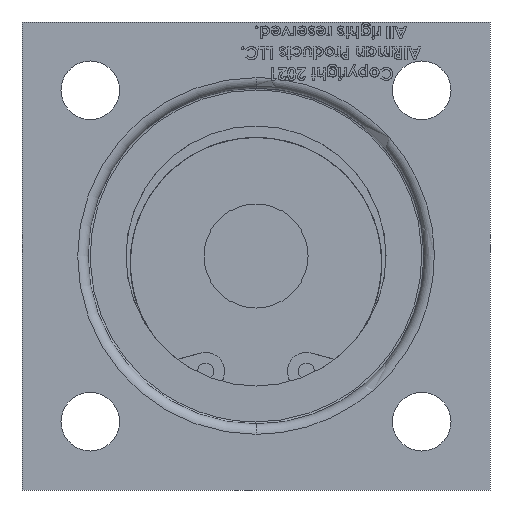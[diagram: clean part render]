
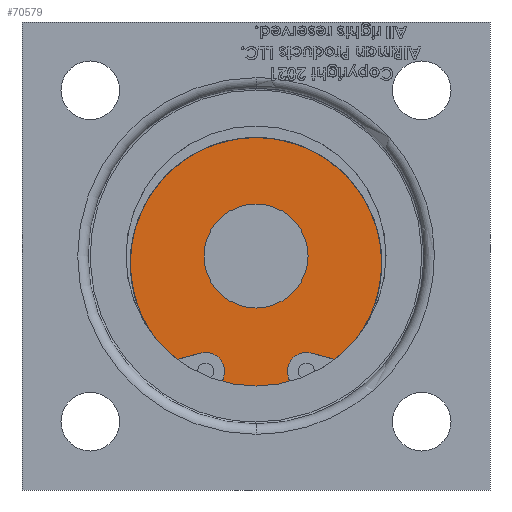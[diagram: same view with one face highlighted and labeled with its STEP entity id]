
A CAD part, front view. The second image highlights one B-rep face of the part: STEP entity #70579.
In plain terms, the highlighted planar face has unit normal (0, -1, 0).
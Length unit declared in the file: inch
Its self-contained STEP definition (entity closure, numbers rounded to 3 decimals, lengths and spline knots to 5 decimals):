
#180 = CARTESIAN_POINT ( 'NONE',  ( 0.38478, 0.1645, -0.49847 ) ) ;
#2778 = CARTESIAN_POINT ( 'NONE',  ( 0., 0.1645, 0. ) ) ;
#3113 = DIRECTION ( 'NONE',  ( 0., 0., -1. ) ) ;
#3293 = VERTEX_POINT ( 'NONE', #22333 ) ;
#4438 = ORIENTED_EDGE ( 'NONE', *, *, #43254, .F. ) ;
#5628 = AXIS2_PLACEMENT_3D ( 'NONE', #11159, #57470, #70676 ) ;
#5723 = DIRECTION ( 'NONE',  ( 0., 0., -1. ) ) ;
#6280 = CIRCLE ( 'NONE', #52477, 0.25 ) ;
#7237 = ORIENTED_EDGE ( 'NONE', *, *, #29915, .T. ) ;
#8352 = VERTEX_POINT ( 'NONE', #11986 ) ;
#8406 = VERTEX_POINT ( 'NONE', #180 ) ;
#8672 = EDGE_CURVE ( 'NONE', #84872, #32425, #54087, .T. ) ;
#8758 = DIRECTION ( 'NONE',  ( -0.966, 0., 0.259 ) ) ;
#8826 = CARTESIAN_POINT ( 'NONE',  ( 0., 0.1645, -0.03484 ) ) ;
#9840 = DIRECTION ( 'NONE',  ( 0., 0., -1. ) ) ;
#10201 = AXIS2_PLACEMENT_3D ( 'NONE', #8826, #28780, #22673 ) ;
#11159 = CARTESIAN_POINT ( 'NONE',  ( -0.6121, 0.1645, -0.67241 ) ) ;
#11188 = CIRCLE ( 'NONE', #71859, 0.01 ) ;
#11301 = CIRCLE ( 'NONE', #22467, 0.01 ) ;
#11986 = CARTESIAN_POINT ( 'NONE',  ( -0.39125, 0.1645, -0.4961 ) ) ;
#12283 = CARTESIAN_POINT ( 'NONE',  ( -0.38478, 0.1645, -0.48847 ) ) ;
#13400 = DIRECTION ( 'NONE',  ( 0., 0., -1. ) ) ;
#13582 = ORIENTED_EDGE ( 'NONE', *, *, #25671, .F. ) ;
#14690 = CARTESIAN_POINT ( 'NONE',  ( 0., 0.1645, 0.25 ) ) ;
#14770 = AXIS2_PLACEMENT_3D ( 'NONE', #53043, #66311, #13400 ) ;
#15481 = DIRECTION ( 'NONE',  ( 0., 1., 0. ) ) ;
#17088 = EDGE_CURVE ( 'NONE', #50420, #57765, #37653, .T. ) ;
#18782 = CARTESIAN_POINT ( 'NONE',  ( 0.38478, 0.1645, -0.48847 ) ) ;
#18902 = VECTOR ( 'NONE', #38593, 39.37008 ) ;
#19479 = CARTESIAN_POINT ( 'NONE',  ( -0.15458, 0.1645, -0.57691 ) ) ;
#19698 = CIRCLE ( 'NONE', #40473, 0.01 ) ;
#20441 = CARTESIAN_POINT ( 'NONE',  ( -0.16335, 0.1645, -0.60962 ) ) ;
#20515 = ORIENTED_EDGE ( 'NONE', *, *, #83168, .F. ) ;
#22003 = DIRECTION ( 'NONE',  ( 0., 1., 0. ) ) ;
#22333 = CARTESIAN_POINT ( 'NONE',  ( 0., 0.1645, -0.665 ) ) ;
#22427 = CARTESIAN_POINT ( 'NONE',  ( -0.38219, 0.1645, -0.49813 ) ) ;
#22467 = AXIS2_PLACEMENT_3D ( 'NONE', #18782, #71348, #58994 ) ;
#22673 = DIRECTION ( 'NONE',  ( 0., 0., -1. ) ) ;
#22694 = AXIS2_PLACEMENT_3D ( 'NONE', #75226, #43221, #63657 ) ;
#22779 = DIRECTION ( 'NONE',  ( 0.259, 0., -0.966 ) ) ;
#23468 = EDGE_CURVE ( 'NONE', #8352, #46056, #70297, .T. ) ;
#24076 = AXIS2_PLACEMENT_3D ( 'NONE', #62001, #15481, #3113 ) ;
#24219 = CARTESIAN_POINT ( 'NONE',  ( 0.17211, 0.1645, -0.64234 ) ) ;
#25623 = CARTESIAN_POINT ( 'NONE',  ( 0., 0.1645, 0. ) ) ;
#25671 = EDGE_CURVE ( 'NONE', #64769, #38988, #45509, .T. ) ;
#25929 = CIRCLE ( 'NONE', #14770, 0.665 ) ;
#26045 = EDGE_CURVE ( 'NONE', #8406, #84872, #11301, .T. ) ;
#26424 = CARTESIAN_POINT ( 'NONE',  ( 0.26481, 0.1645, -0.46668 ) ) ;
#28029 = ORIENTED_EDGE ( 'NONE', *, *, #82264, .T. ) ;
#28780 = DIRECTION ( 'NONE',  ( 0., 1., 0. ) ) ;
#29234 = CARTESIAN_POINT ( 'NONE',  ( 0., 0.1645, 0. ) ) ;
#29915 = EDGE_CURVE ( 'NONE', #40990, #59275, #6280, .T. ) ;
#30597 = CARTESIAN_POINT ( 'NONE',  ( 0.38478, 0.1645, -0.48847 ) ) ;
#31175 = VECTOR ( 'NONE', #79394, 39.37008 ) ;
#31999 = DIRECTION ( 'NONE',  ( 0., 1., 0. ) ) ;
#32321 = EDGE_LOOP ( 'NONE', ( #34311, #34272, #32865, #64343, #40065, #77592, #20515, #4438, #13582, #74892, #76676, #64137, #32933 ) ) ;
#32425 = VERTEX_POINT ( 'NONE', #26424 ) ;
#32865 = ORIENTED_EDGE ( 'NONE', *, *, #17088, .F. ) ;
#32933 = ORIENTED_EDGE ( 'NONE', *, *, #85216, .F. ) ;
#33816 = FACE_OUTER_BOUND ( 'NONE', #32321, .T. ) ;
#33918 = VERTEX_POINT ( 'NONE', #84302 ) ;
#34224 = CARTESIAN_POINT ( 'NONE',  ( 0.39125, 0.1645, -0.4961 ) ) ;
#34272 = ORIENTED_EDGE ( 'NONE', *, *, #34881, .F. ) ;
#34311 = ORIENTED_EDGE ( 'NONE', *, *, #23468, .F. ) ;
#34737 = CARTESIAN_POINT ( 'NONE',  ( 0.15458, 0.1645, -0.57691 ) ) ;
#34881 = EDGE_CURVE ( 'NONE', #57765, #8352, #19698, .T. ) ;
#36608 = CIRCLE ( 'NONE', #52851, 0.665 ) ;
#37249 = DIRECTION ( 'NONE',  ( 0., 0., -1. ) ) ;
#37653 = CIRCLE ( 'NONE', #22694, 0.01 ) ;
#38031 = DIRECTION ( 'NONE',  ( 0., 0., -1. ) ) ;
#38593 = DIRECTION ( 'NONE',  ( -0.966, 0., -0.259 ) ) ;
#38662 = AXIS2_PLACEMENT_3D ( 'NONE', #29234, #22003, #9840 ) ;
#38988 = VERTEX_POINT ( 'NONE', #24219 ) ;
#40065 = ORIENTED_EDGE ( 'NONE', *, *, #78404, .T. ) ;
#40473 = AXIS2_PLACEMENT_3D ( 'NONE', #12283, #31999, #58607 ) ;
#40990 = VERTEX_POINT ( 'NONE', #57717 ) ;
#42611 = CARTESIAN_POINT ( 'NONE',  ( -0.38478, 0.1645, -0.49847 ) ) ;
#43221 = DIRECTION ( 'NONE',  ( 0., 1., 0. ) ) ;
#43254 = EDGE_CURVE ( 'NONE', #38988, #3293, #36608, .T. ) ;
#45198 = FACE_BOUND ( 'NONE', #70502, .T. ) ;
#45509 = LINE ( 'NONE', #75936, #83677 ) ;
#46056 = VERTEX_POINT ( 'NONE', #34224 ) ;
#46501 = EDGE_CURVE ( 'NONE', #64769, #32425, #55896, .T. ) ;
#48981 = DIRECTION ( 'NONE',  ( 0., 1., 0. ) ) ;
#49643 = DIRECTION ( 'NONE',  ( 0., 1., 0. ) ) ;
#50420 = VERTEX_POINT ( 'NONE', #22427 ) ;
#50790 = LINE ( 'NONE', #20441, #31175 ) ;
#50793 = PLANE ( 'NONE',  #5628 ) ;
#52329 = CARTESIAN_POINT ( 'NONE',  ( 0.38219, 0.1645, -0.49813 ) ) ;
#52461 = DIRECTION ( 'NONE',  ( 0., 1., 0. ) ) ;
#52477 = AXIS2_PLACEMENT_3D ( 'NONE', #2778, #48981, #81281 ) ;
#52851 = AXIS2_PLACEMENT_3D ( 'NONE', #25623, #52461, #5723 ) ;
#53043 = CARTESIAN_POINT ( 'NONE',  ( 0., 0.1645, 0. ) ) ;
#54087 = LINE ( 'NONE', #54422, #67474 ) ;
#54422 = CARTESIAN_POINT ( 'NONE',  ( 0.3235, 0.1645, -0.48241 ) ) ;
#55896 = CIRCLE ( 'NONE', #57448, 0.09 ) ;
#56791 = CARTESIAN_POINT ( 'NONE',  ( 0.24151, 0.1645, -0.55361 ) ) ;
#57448 = AXIS2_PLACEMENT_3D ( 'NONE', #56791, #83306, #38031 ) ;
#57470 = DIRECTION ( 'NONE',  ( 0., -1., 0. ) ) ;
#57717 = CARTESIAN_POINT ( 'NONE',  ( 0., 0.1645, -0.25 ) ) ;
#57765 = VERTEX_POINT ( 'NONE', #42611 ) ;
#58607 = DIRECTION ( 'NONE',  ( 0., 0., -1. ) ) ;
#58994 = DIRECTION ( 'NONE',  ( 0., 0., -1. ) ) ;
#59275 = VERTEX_POINT ( 'NONE', #14690 ) ;
#62001 = CARTESIAN_POINT ( 'NONE',  ( -0.24151, 0.1645, -0.55361 ) ) ;
#62096 = CIRCLE ( 'NONE', #38662, 0.25 ) ;
#63657 = DIRECTION ( 'NONE',  ( 0., 0., -1. ) ) ;
#64137 = ORIENTED_EDGE ( 'NONE', *, *, #26045, .F. ) ;
#64343 = ORIENTED_EDGE ( 'NONE', *, *, #80344, .F. ) ;
#64769 = VERTEX_POINT ( 'NONE', #34737 ) ;
#66311 = DIRECTION ( 'NONE',  ( 0., 1., 0. ) ) ;
#67474 = VECTOR ( 'NONE', #8758, 39.37008 ) ;
#69380 = VERTEX_POINT ( 'NONE', #74811 ) ;
#70297 = CIRCLE ( 'NONE', #10201, 0.60484 ) ;
#70502 = EDGE_LOOP ( 'NONE', ( #7237, #28029 ) ) ;
#70579 = ADVANCED_FACE ( 'NONE', ( #45198, #33816 ), #50793, .T. ) ;
#70590 = CARTESIAN_POINT ( 'NONE',  ( -0.3235, 0.1645, -0.48241 ) ) ;
#70676 = DIRECTION ( 'NONE',  ( 1., 0., 0. ) ) ;
#71348 = DIRECTION ( 'NONE',  ( 0., 1., 0. ) ) ;
#71615 = LINE ( 'NONE', #70590, #18902 ) ;
#71859 = AXIS2_PLACEMENT_3D ( 'NONE', #30597, #49643, #37249 ) ;
#73185 = VERTEX_POINT ( 'NONE', #19479 ) ;
#74811 = CARTESIAN_POINT ( 'NONE',  ( -0.17211, 0.1645, -0.64234 ) ) ;
#74892 = ORIENTED_EDGE ( 'NONE', *, *, #46501, .T. ) ;
#75226 = CARTESIAN_POINT ( 'NONE',  ( -0.38478, 0.1645, -0.48847 ) ) ;
#75936 = CARTESIAN_POINT ( 'NONE',  ( 0.16335, 0.1645, -0.60962 ) ) ;
#76676 = ORIENTED_EDGE ( 'NONE', *, *, #8672, .F. ) ;
#77592 = ORIENTED_EDGE ( 'NONE', *, *, #82637, .F. ) ;
#78404 = EDGE_CURVE ( 'NONE', #33918, #73185, #83138, .T. ) ;
#79394 = DIRECTION ( 'NONE',  ( 0.259, 0., 0.966 ) ) ;
#80344 = EDGE_CURVE ( 'NONE', #33918, #50420, #71615, .T. ) ;
#81281 = DIRECTION ( 'NONE',  ( 0., 0., -1. ) ) ;
#82264 = EDGE_CURVE ( 'NONE', #59275, #40990, #62096, .T. ) ;
#82637 = EDGE_CURVE ( 'NONE', #69380, #73185, #50790, .T. ) ;
#83138 = CIRCLE ( 'NONE', #24076, 0.09 ) ;
#83168 = EDGE_CURVE ( 'NONE', #3293, #69380, #25929, .T. ) ;
#83306 = DIRECTION ( 'NONE',  ( 0., 1., 0. ) ) ;
#83677 = VECTOR ( 'NONE', #22779, 39.37008 ) ;
#84302 = CARTESIAN_POINT ( 'NONE',  ( -0.26481, 0.1645, -0.46668 ) ) ;
#84872 = VERTEX_POINT ( 'NONE', #52329 ) ;
#85216 = EDGE_CURVE ( 'NONE', #46056, #8406, #11188, .T. ) ;
